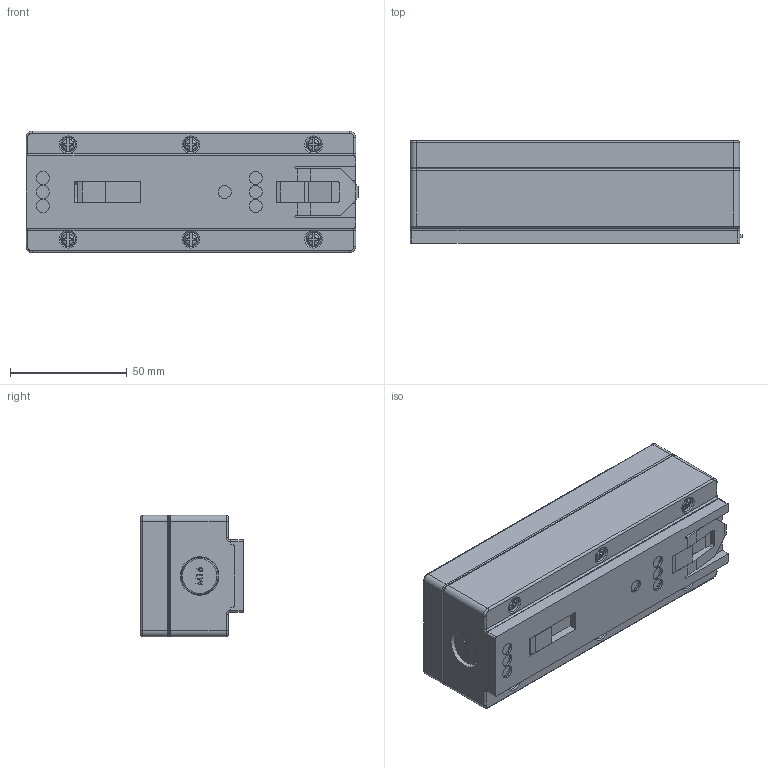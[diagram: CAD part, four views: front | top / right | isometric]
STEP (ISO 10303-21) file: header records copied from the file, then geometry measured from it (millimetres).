
FILE_DESCRIPTION(/* description */ (''),/* implementation_level */ '2;1');
FILE_NAME(/* name */ 'PXD3.stp',/* time_stamp */ '2021-03-04T11:33:00+01:00',/* author */ ('thagel'),/* organization */ (''),/* preprocessor_version */ 'ST-DEVELOPER v17.2',/* originating_system */ 'Autodesk Inventor 2019',/* authorisation */ '');
FILE_SCHEMA (('AUTOMOTIVE_DESIGN { 1 0 10303 214 3 1 1 }'));
Length unit declared in the file: millimetre
Products named in the file (1): PXD3
Bounding box: 142 x 43.95 x 52 mm (x, y, z)
Volume: 172087.4 mm3; surface area: 59301.6 mm2
Topology: 1 solids, 1 shells, 771 faces, 2119 edges, 1364 vertices
Faces by surface type: plane 450, cylinder 184, cone 84, torus 32, sphere 12, bspline 9
Full cylindrical faces by diameter (mm): 1.79 x8, 5.5 x7, 6.5 x6, 10.4 x1, 16.5 x1
Entity records: 25028 total; most frequent: CARTESIAN_POINT 5064, ORIENTED_EDGE 4238, DIRECTION 4195, EDGE_CURVE 2119, AXIS2_PLACEMENT_3D 1443, VERTEX_POINT 1364, LINE 1309, VECTOR 1309
